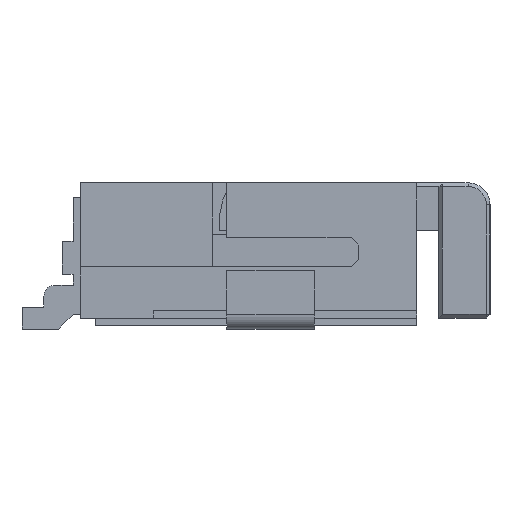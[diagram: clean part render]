
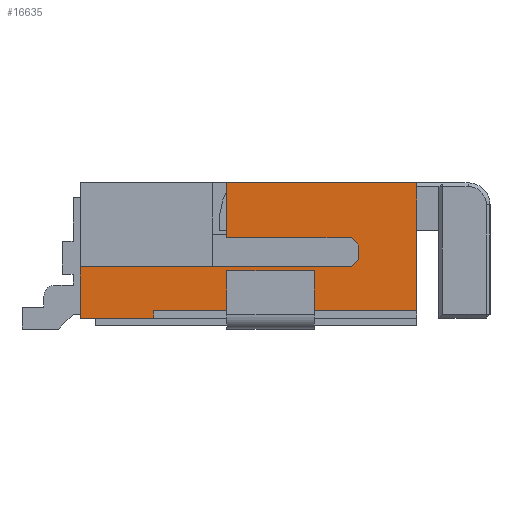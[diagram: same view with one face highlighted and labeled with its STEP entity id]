
A CAD part, left-side view. The second image highlights one B-rep face of the part: STEP entity #16635.
In plain terms, the highlighted planar face has unit normal (-1, 0, 0).
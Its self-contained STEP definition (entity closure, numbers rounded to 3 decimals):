
#545=FACE_OUTER_BOUND('',#1421,.T.);
#1421=EDGE_LOOP('',(#12804,#12805,#12806,#12807,#12808,#12809,#12810,#12811,
#12812,#12813,#12814,#12815));
#3060=LINE('',#24504,#5360);
#3065=LINE('',#24513,#5365);
#3069=LINE('',#24522,#5369);
#3073=LINE('',#24529,#5373);
#3074=LINE('',#24533,#5374);
#3077=LINE('',#24538,#5377);
#3079=LINE('',#24541,#5379);
#3080=LINE('',#24544,#5380);
#3082=LINE('',#24548,#5382);
#3109=LINE('',#24601,#5409);
#3212=LINE('',#24804,#5512);
#3213=LINE('',#24806,#5513);
#5360=VECTOR('',#19960,0.1);
#5365=VECTOR('',#19967,3.6);
#5369=VECTOR('',#19975,0.141);
#5373=VECTOR('',#19981,3.7);
#5374=VECTOR('',#19984,0.141);
#5377=VECTOR('',#19989,1.7);
#5379=VECTOR('',#19993,0.2);
#5380=VECTOR('',#19996,0.75);
#5382=VECTOR('',#20000,2.6);
#5409=VECTOR('',#20047,1.75);
#5512=VECTOR('',#20182,0.7);
#5513=VECTOR('',#20185,1.);
#7308=VERTEX_POINT('',#24500);
#7310=VERTEX_POINT('',#24503);
#7313=VERTEX_POINT('',#24511);
#7315=VERTEX_POINT('',#24519);
#7316=VERTEX_POINT('',#24521);
#7318=VERTEX_POINT('',#24527);
#7319=VERTEX_POINT('',#24531);
#7320=VERTEX_POINT('',#24532);
#7321=VERTEX_POINT('',#24537);
#7322=VERTEX_POINT('',#24543);
#7323=VERTEX_POINT('',#24547);
#7423=VERTEX_POINT('',#24802);
#9234=EDGE_CURVE('',#7310,#7308,#3060,.T.);
#9239=EDGE_CURVE('',#7308,#7313,#3065,.T.);
#9243=EDGE_CURVE('',#7315,#7316,#3069,.T.);
#9247=EDGE_CURVE('',#7318,#7315,#3073,.T.);
#9248=EDGE_CURVE('',#7319,#7320,#3074,.T.);
#9251=EDGE_CURVE('',#7320,#7321,#3077,.T.);
#9253=EDGE_CURVE('',#7316,#7319,#3079,.T.);
#9254=EDGE_CURVE('',#7321,#7322,#3080,.T.);
#9256=EDGE_CURVE('',#7322,#7323,#3082,.T.);
#9283=EDGE_CURVE('',#7313,#7323,#3109,.T.);
#9386=EDGE_CURVE('',#7423,#7318,#3212,.T.);
#9387=EDGE_CURVE('',#7423,#7310,#3213,.T.);
#12804=ORIENTED_EDGE('',*,*,#9283,.T.);
#12805=ORIENTED_EDGE('',*,*,#9256,.F.);
#12806=ORIENTED_EDGE('',*,*,#9254,.F.);
#12807=ORIENTED_EDGE('',*,*,#9251,.F.);
#12808=ORIENTED_EDGE('',*,*,#9248,.F.);
#12809=ORIENTED_EDGE('',*,*,#9253,.F.);
#12810=ORIENTED_EDGE('',*,*,#9243,.F.);
#12811=ORIENTED_EDGE('',*,*,#9247,.F.);
#12812=ORIENTED_EDGE('',*,*,#9386,.F.);
#12813=ORIENTED_EDGE('',*,*,#9387,.T.);
#12814=ORIENTED_EDGE('',*,*,#9234,.T.);
#12815=ORIENTED_EDGE('',*,*,#9239,.T.);
#15453=PLANE('',#17491);
#16635=ADVANCED_FACE('',(#545),#15453,.T.);
#17491=AXIS2_PLACEMENT_3D('',#24805,#20183,#20184);
#19960=DIRECTION('',(0.,0.,1.));
#19967=DIRECTION('',(0.,-1.,0.));
#19975=DIRECTION('',(0.,-0.707,0.707));
#19981=DIRECTION('',(0.,-1.,0.));
#19984=DIRECTION('',(0.,0.707,0.707));
#19989=DIRECTION('',(0.,1.,0.));
#19993=DIRECTION('',(0.,0.,1.));
#19996=DIRECTION('',(0.,0.,1.));
#20000=DIRECTION('',(0.,-1.,0.));
#20047=DIRECTION('',(0.,0.,1.));
#20182=DIRECTION('',(0.,0.,1.));
#20183=DIRECTION('center_axis',(-1.,0.,0.));
#20184=DIRECTION('ref_axis',(0.,0.,-1.));
#20185=DIRECTION('',(0.,-1.,0.));
#24500=CARTESIAN_POINT('',(-5.55,0.3,0.25));
#24503=CARTESIAN_POINT('',(-5.55,0.3,0.15));
#24504=CARTESIAN_POINT('',(-5.55,0.3,0.25));
#24511=CARTESIAN_POINT('',(-5.55,-3.3,0.25));
#24513=CARTESIAN_POINT('',(-5.55,1.3,0.25));
#24519=CARTESIAN_POINT('',(-5.55,-2.4,0.85));
#24521=CARTESIAN_POINT('',(-5.55,-2.5,0.95));
#24522=CARTESIAN_POINT('',(-5.55,-1.5,-0.05));
#24527=CARTESIAN_POINT('',(-5.55,1.3,0.85));
#24529=CARTESIAN_POINT('',(-5.55,1.3,0.85));
#24531=CARTESIAN_POINT('',(-5.55,-2.5,1.15));
#24532=CARTESIAN_POINT('',(-5.55,-2.4,1.25));
#24533=CARTESIAN_POINT('',(-5.55,-1.6,2.05));
#24537=CARTESIAN_POINT('',(-5.55,-0.7,1.25));
#24538=CARTESIAN_POINT('',(-5.55,-2.5,1.25));
#24541=CARTESIAN_POINT('',(-5.55,-2.5,0.85));
#24543=CARTESIAN_POINT('',(-5.55,-0.7,2.));
#24544=CARTESIAN_POINT('',(-5.55,-0.7,1.25));
#24547=CARTESIAN_POINT('',(-5.55,-3.3,2.));
#24548=CARTESIAN_POINT('',(-5.55,-0.7,2.));
#24601=CARTESIAN_POINT('',(-5.55,-3.3,0.963));
#24802=CARTESIAN_POINT('',(-5.55,1.3,0.15));
#24804=CARTESIAN_POINT('',(-5.55,1.3,0.25));
#24805=CARTESIAN_POINT('Origin',(-5.55,1.3,0.85));
#24806=CARTESIAN_POINT('',(-5.55,1.3,0.15));
